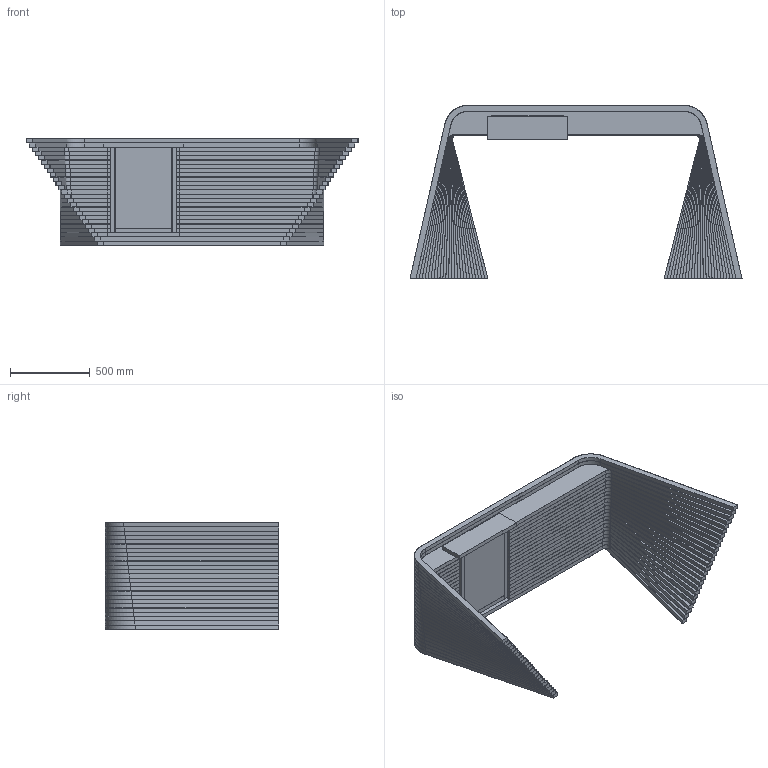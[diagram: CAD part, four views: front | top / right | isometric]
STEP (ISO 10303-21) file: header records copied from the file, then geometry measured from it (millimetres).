
FILE_DESCRIPTION(('FreeCAD Model'),'2;1');
FILE_NAME('Open CASCADE Shape Model','2025-05-01T09:46:01',('FreeCAD'),( 'FreeCAD'),'Open CASCADE STEP processor 7.6','FreeCAD','Unknown');
FILE_SCHEMA(('AUTOMOTIVE_DESIGN { 1 0 10303 214 1 1 1 1 }'));
Products named in the file (1): Open CASCADE STEP translator 7.6 1
Bounding box: 2076.78 x 1082.99 x 667.6 mm (x, y, z)
Volume: 205678923.1 mm3; surface area: 20435170.9 mm2
Topology: 30 solids, 30 shells, 2017 faces, 4535 edges, 2258 vertices
Faces by surface type: bspline 2017
Entity records: 49793 total; most frequent: CARTESIAN_POINT 26541, ORIENTED_EDGE 8430, EDGE_CURVE 4215, VERTEX_POINT 2258, ADVANCED_FACE 2017, FACE_BOUND 2017, EDGE_LOOP 2017, B_SPLINE_CURVE_WITH_KNOTS 1859
